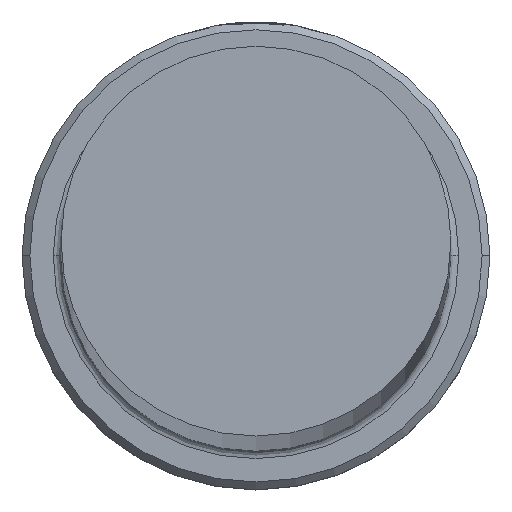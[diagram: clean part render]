
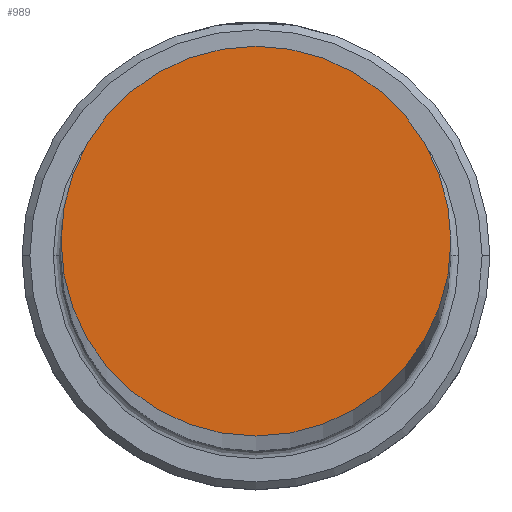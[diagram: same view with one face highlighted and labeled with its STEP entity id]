
A CAD part, top view. The second image highlights one B-rep face of the part: STEP entity #989.
In plain terms, the highlighted planar face has unit normal (0, 0, 1).
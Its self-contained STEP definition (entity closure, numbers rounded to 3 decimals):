
#123 = DIRECTION ( 'NONE',  ( 0., 0., 1. ) ) ;
#132 = DIRECTION ( 'NONE',  ( 0., 0., 1. ) ) ;
#178 = AXIS2_PLACEMENT_3D ( 'NONE', #604, #132, #774 ) ;
#179 = CIRCLE ( 'NONE', #907, 12.5 ) ;
#223 = CARTESIAN_POINT ( 'NONE',  ( 0., 0., 550. ) ) ;
#239 = FACE_OUTER_BOUND ( 'NONE', #903, .T. ) ;
#245 = VERTEX_POINT ( 'NONE', #566 ) ;
#320 = DIRECTION ( 'NONE',  ( 1., 0., 0. ) ) ;
#325 = PLANE ( 'NONE',  #178 ) ;
#392 = VERTEX_POINT ( 'NONE', #748 ) ;
#429 = CIRCLE ( 'NONE', #1024, 12.5 ) ;
#469 = EDGE_CURVE ( 'NONE', #392, #245, #179, .T. ) ;
#473 = EDGE_CURVE ( 'NONE', #245, #392, #429, .T. ) ;
#488 = ORIENTED_EDGE ( 'NONE', *, *, #469, .T. ) ;
#566 = CARTESIAN_POINT ( 'NONE',  ( 12.5, 0., 550. ) ) ;
#604 = CARTESIAN_POINT ( 'NONE',  ( 0., 0., 550. ) ) ;
#680 = CARTESIAN_POINT ( 'NONE',  ( 0., 0., 550. ) ) ;
#725 = ORIENTED_EDGE ( 'NONE', *, *, #473, .T. ) ;
#748 = CARTESIAN_POINT ( 'NONE',  ( -12.5, 0., 550. ) ) ;
#768 = DIRECTION ( 'NONE',  ( 1., 0., 0. ) ) ;
#774 = DIRECTION ( 'NONE',  ( 1., 0., 0. ) ) ;
#856 = DIRECTION ( 'NONE',  ( 0., 0., 1. ) ) ;
#903 = EDGE_LOOP ( 'NONE', ( #488, #725 ) ) ;
#907 = AXIS2_PLACEMENT_3D ( 'NONE', #223, #856, #320 ) ;
#989 = ADVANCED_FACE ( 'NONE', ( #239 ), #325, .T. ) ;
#1024 = AXIS2_PLACEMENT_3D ( 'NONE', #680, #123, #768 ) ;
